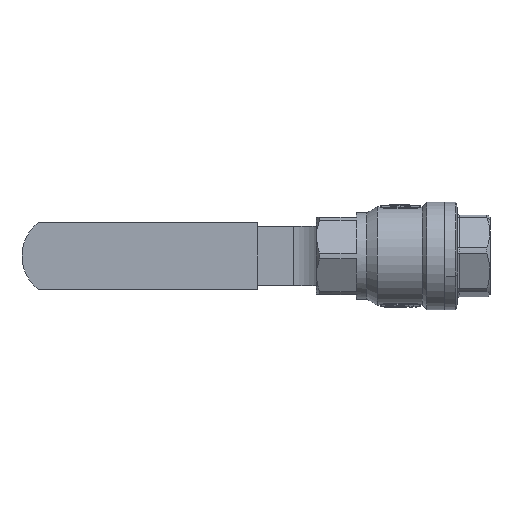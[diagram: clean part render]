
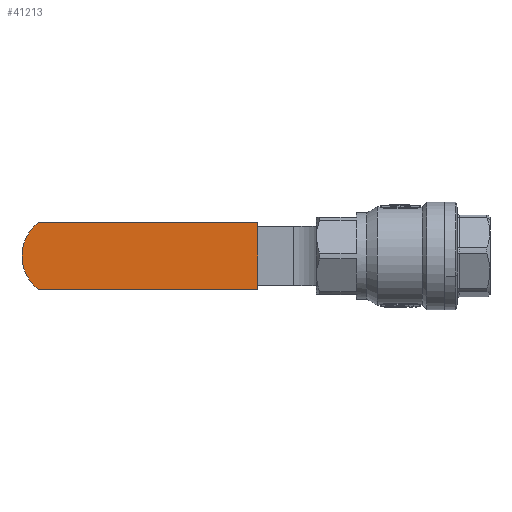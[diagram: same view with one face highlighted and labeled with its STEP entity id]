
A CAD part, front view. The second image highlights one B-rep face of the part: STEP entity #41213.
In plain terms, the highlighted face is planar.
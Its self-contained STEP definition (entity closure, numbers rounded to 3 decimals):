
#33195 = DIRECTION ( 'NONE',  ( -1., 0., 0. ) ) ;
#33196 = DIRECTION ( 'NONE',  ( 0., 0., 1. ) ) ;
#33197 = CARTESIAN_POINT ( 'NONE',  ( 54., 8.5, 0. ) ) ;
#33206 = AXIS2_PLACEMENT_3D ( 'NONE', #33197, #33196, #33195 ) ;
#33208 = CIRCLE ( 'NONE', #33206, 12. ) ;
#33249 = CARTESIAN_POINT ( 'NONE',  ( 66., 8.5, 0. ) ) ;
#33271 = CARTESIAN_POINT ( 'NONE',  ( 61.331, -1., 0. ) ) ;
#33949 = AXIS2_PLACEMENT_3D ( 'NONE', #33987, #33986, #33985 ) ;
#33953 = CARTESIAN_POINT ( 'NONE',  ( -1., -1., 0. ) ) ;
#33968 = CARTESIAN_POINT ( 'NONE',  ( -1., 18., 0. ) ) ;
#33971 = DIRECTION ( 'NONE',  ( 0., -1., 0. ) ) ;
#33972 = VECTOR ( 'NONE', #33971, 1000. ) ;
#33974 = CARTESIAN_POINT ( 'NONE',  ( -1., -1., 0. ) ) ;
#33975 = LINE ( 'NONE', #33974, #33972 ) ;
#33985 = DIRECTION ( 'NONE',  ( -1., 0., 0. ) ) ;
#33986 = DIRECTION ( 'NONE',  ( 0., 0., 1. ) ) ;
#33987 = CARTESIAN_POINT ( 'NONE',  ( 54., 8.5, 0. ) ) ;
#34003 = CIRCLE ( 'NONE', #33949, 12. ) ;
#34035 = FACE_OUTER_BOUND ( 'NONE', #41223, .T. ) ;
#34058 = DIRECTION ( 'NONE',  ( -1., 0., 0. ) ) ;
#34059 = VECTOR ( 'NONE', #34058, 1000. ) ;
#34060 = CARTESIAN_POINT ( 'NONE',  ( -1., 18., 0. ) ) ;
#34066 = LINE ( 'NONE', #34060, #34059 ) ;
#34087 = CARTESIAN_POINT ( 'NONE',  ( -1., -1., 0. ) ) ;
#34088 = LINE ( 'NONE', #34087, #34124 ) ;
#34090 = DIRECTION ( 'NONE',  ( -1., 0., 0. ) ) ;
#34091 = DIRECTION ( 'NONE',  ( 0., 0., -1. ) ) ;
#34092 = CARTESIAN_POINT ( 'NONE',  ( -1., 18., 0. ) ) ;
#34093 = AXIS2_PLACEMENT_3D ( 'NONE', #34092, #34091, #34090 ) ;
#34094 = PLANE ( 'NONE',  #34093 ) ;
#34123 = DIRECTION ( 'NONE',  ( 1., 0., 0. ) ) ;
#34124 = VECTOR ( 'NONE', #34123, 1000. ) ;
#34125 = CARTESIAN_POINT ( 'NONE',  ( 61.331, 18., 0. ) ) ;
#40968 = EDGE_CURVE ( 'NONE', #40990, #40978, #33208, .T. ) ;
#40978 = VERTEX_POINT ( 'NONE', #33249 ) ;
#40990 = VERTEX_POINT ( 'NONE', #33271 ) ;
#41169 = EDGE_CURVE ( 'NONE', #41187, #41180, #33975, .T. ) ;
#41180 = VERTEX_POINT ( 'NONE', #33953 ) ;
#41187 = VERTEX_POINT ( 'NONE', #33968 ) ;
#41202 = EDGE_CURVE ( 'NONE', #40978, #41228, #34003, .T. ) ;
#41210 = EDGE_CURVE ( 'NONE', #41228, #41187, #34066, .T. ) ;
#41213 = ADVANCED_FACE ( 'NONE', ( #34035 ), #34094, .T. ) ;
#41214 = ORIENTED_EDGE ( 'NONE', *, *, #41169, .F. ) ;
#41215 = ORIENTED_EDGE ( 'NONE', *, *, #40968, .F. ) ;
#41221 = ORIENTED_EDGE ( 'NONE', *, *, #41222, .F. ) ;
#41222 = EDGE_CURVE ( 'NONE', #41180, #40990, #34088, .T. ) ;
#41223 = EDGE_LOOP ( 'NONE', ( #41215, #41221, #41214, #41224, #41226 ) ) ;
#41224 = ORIENTED_EDGE ( 'NONE', *, *, #41210, .F. ) ;
#41226 = ORIENTED_EDGE ( 'NONE', *, *, #41202, .F. ) ;
#41228 = VERTEX_POINT ( 'NONE', #34125 ) ;
